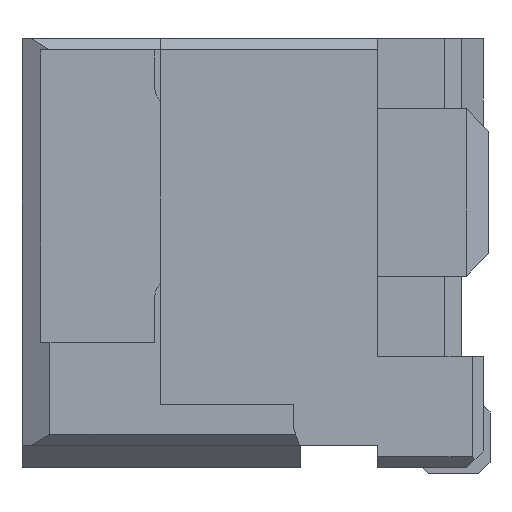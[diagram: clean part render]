
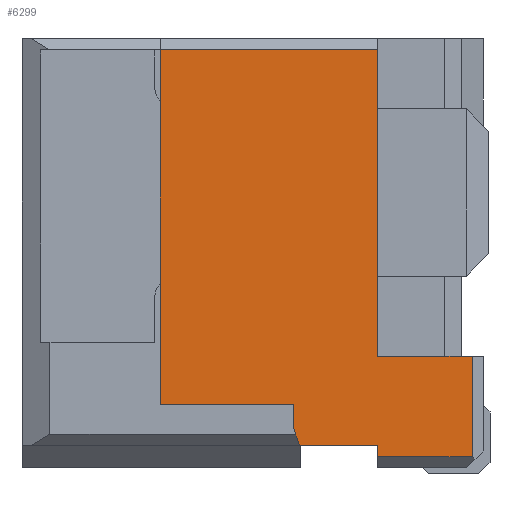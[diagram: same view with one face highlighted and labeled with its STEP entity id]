
A CAD part, left-side view. The second image highlights one B-rep face of the part: STEP entity #6299.
In plain terms, the highlighted planar face has unit normal (-1, 0, 0).
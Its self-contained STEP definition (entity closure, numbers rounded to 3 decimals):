
#2070 = VERTEX_POINT('',#2071);
#2071 = CARTESIAN_POINT('',(-8.275,-5.83,25.76));
#2077 = EDGE_CURVE('',#2070,#2078,#2080,.T.);
#2078 = VERTEX_POINT('',#2079);
#2079 = CARTESIAN_POINT('',(-8.275,-6.53,25.76));
#2080 = LINE('',#2081,#2082);
#2081 = CARTESIAN_POINT('',(-8.275,-5.83,25.76));
#2082 = VECTOR('',#2083,1.);
#2083 = DIRECTION('',(0.,-1.,0.));
#5949 = VERTEX_POINT('',#5950);
#5950 = CARTESIAN_POINT('',(-8.275,-4.58,29.31));
#5956 = EDGE_CURVE('',#5957,#5949,#5959,.T.);
#5957 = VERTEX_POINT('',#5958);
#5958 = CARTESIAN_POINT('',(-8.275,-4.58,26.13));
#5959 = LINE('',#5960,#5961);
#5960 = CARTESIAN_POINT('',(-8.275,-4.58,26.13));
#5961 = VECTOR('',#5962,1.);
#5962 = DIRECTION('',(0.,0.,1.));
#6142 = VERTEX_POINT('',#6143);
#6143 = CARTESIAN_POINT('',(-8.275,-5.78,25.91));
#6149 = EDGE_CURVE('',#6142,#2070,#6150,.T.);
#6150 = LINE('',#6151,#6152);
#6151 = CARTESIAN_POINT('',(-8.275,-5.78,25.91));
#6152 = VECTOR('',#6153,1.);
#6153 = DIRECTION('',(0.,-0.316,-0.949));
#6180 = VERTEX_POINT('',#6181);
#6181 = CARTESIAN_POINT('',(-8.275,-5.78,26.13));
#6187 = EDGE_CURVE('',#6142,#6180,#6188,.T.);
#6188 = LINE('',#6189,#6190);
#6189 = CARTESIAN_POINT('',(-8.275,-5.78,25.91));
#6190 = VECTOR('',#6191,1.);
#6191 = DIRECTION('',(0.,0.,1.));
#6276 = EDGE_CURVE('',#5957,#6180,#6277,.T.);
#6277 = LINE('',#6278,#6279);
#6278 = CARTESIAN_POINT('',(-8.275,-4.58,26.13));
#6279 = VECTOR('',#6280,1.);
#6280 = DIRECTION('',(0.,-1.,0.));
#6299 = ADVANCED_FACE('',(#6300),#6353,.T.);
#6300 = FACE_BOUND('',#6301,.F.);
#6301 = EDGE_LOOP('',(#6302,#6303,#6311,#6319,#6327,#6335,#6343,#6349,
    #6350,#6351,#6352));
#6302 = ORIENTED_EDGE('',*,*,#5956,.T.);
#6303 = ORIENTED_EDGE('',*,*,#6304,.F.);
#6304 = EDGE_CURVE('',#6305,#5949,#6307,.T.);
#6305 = VERTEX_POINT('',#6306);
#6306 = CARTESIAN_POINT('',(-8.275,-6.53,29.31));
#6307 = LINE('',#6308,#6309);
#6308 = CARTESIAN_POINT('',(-8.275,-6.53,29.31));
#6309 = VECTOR('',#6310,1.);
#6310 = DIRECTION('',(0.,1.,0.));
#6311 = ORIENTED_EDGE('',*,*,#6312,.F.);
#6312 = EDGE_CURVE('',#6313,#6305,#6315,.T.);
#6313 = VERTEX_POINT('',#6314);
#6314 = CARTESIAN_POINT('',(-8.275,-6.53,26.56));
#6315 = LINE('',#6316,#6317);
#6316 = CARTESIAN_POINT('',(-8.275,-6.53,26.56));
#6317 = VECTOR('',#6318,1.);
#6318 = DIRECTION('',(0.,0.,1.));
#6319 = ORIENTED_EDGE('',*,*,#6320,.F.);
#6320 = EDGE_CURVE('',#6321,#6313,#6323,.T.);
#6321 = VERTEX_POINT('',#6322);
#6322 = CARTESIAN_POINT('',(-8.275,-7.38,26.56));
#6323 = LINE('',#6324,#6325);
#6324 = CARTESIAN_POINT('',(-8.275,-7.38,26.56));
#6325 = VECTOR('',#6326,1.);
#6326 = DIRECTION('',(0.,1.,0.));
#6327 = ORIENTED_EDGE('',*,*,#6328,.T.);
#6328 = EDGE_CURVE('',#6321,#6329,#6331,.T.);
#6329 = VERTEX_POINT('',#6330);
#6330 = CARTESIAN_POINT('',(-8.275,-7.38,25.66));
#6331 = LINE('',#6332,#6333);
#6332 = CARTESIAN_POINT('',(-8.275,-7.38,26.56));
#6333 = VECTOR('',#6334,1.);
#6334 = DIRECTION('',(0.,0.,-1.));
#6335 = ORIENTED_EDGE('',*,*,#6336,.T.);
#6336 = EDGE_CURVE('',#6329,#6337,#6339,.T.);
#6337 = VERTEX_POINT('',#6338);
#6338 = CARTESIAN_POINT('',(-8.275,-6.53,25.66));
#6339 = LINE('',#6340,#6341);
#6340 = CARTESIAN_POINT('',(-8.275,-7.38,25.66));
#6341 = VECTOR('',#6342,1.);
#6342 = DIRECTION('',(0.,1.,0.));
#6343 = ORIENTED_EDGE('',*,*,#6344,.T.);
#6344 = EDGE_CURVE('',#6337,#2078,#6345,.T.);
#6345 = LINE('',#6346,#6347);
#6346 = CARTESIAN_POINT('',(-8.275,-6.53,25.66));
#6347 = VECTOR('',#6348,1.);
#6348 = DIRECTION('',(0.,0.,1.));
#6349 = ORIENTED_EDGE('',*,*,#2077,.F.);
#6350 = ORIENTED_EDGE('',*,*,#6149,.F.);
#6351 = ORIENTED_EDGE('',*,*,#6187,.T.);
#6352 = ORIENTED_EDGE('',*,*,#6276,.F.);
#6353 = PLANE('',#6354);
#6354 = AXIS2_PLACEMENT_3D('',#6355,#6356,#6357);
#6355 = CARTESIAN_POINT('',(-8.275,-5.555,27.995));
#6356 = DIRECTION('',(-1.,0.,0.));
#6357 = DIRECTION('',(0.,-1.,0.));
